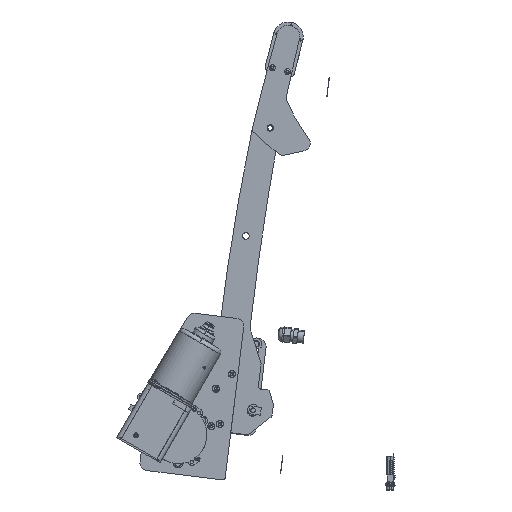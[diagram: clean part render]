
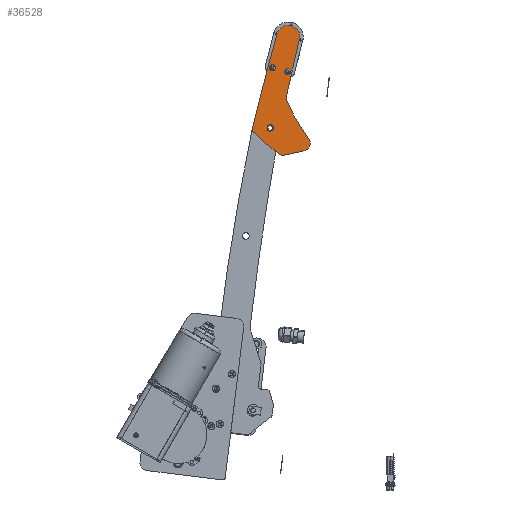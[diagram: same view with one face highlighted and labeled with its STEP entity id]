
A CAD part, left-side view. The second image highlights one B-rep face of the part: STEP entity #36528.
In plain terms, the highlighted face is planar.
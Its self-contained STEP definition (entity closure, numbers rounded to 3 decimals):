
#3329 = CIRCLE ( 'NONE', #47840, 10. ) ;
#4564 = CARTESIAN_POINT ( 'NONE',  ( -13.071, 0., -16.128 ) ) ;
#5032 = EDGE_CURVE ( 'NONE', #64763, #16317, #3329, .T. ) ;
#5354 = AXIS2_PLACEMENT_3D ( 'NONE', #22957, #27570, #6365 ) ;
#5914 = DIRECTION ( 'NONE',  ( 0., 1., 0. ) ) ;
#6365 = DIRECTION ( 'NONE',  ( 0., 0., 1. ) ) ;
#7395 = CARTESIAN_POINT ( 'NONE',  ( 9.341, 0., 26.569 ) ) ;
#9590 = CIRCLE ( 'NONE', #5354, 300. ) ;
#10312 = CARTESIAN_POINT ( 'NONE',  ( 0., 0., 33. ) ) ;
#14668 = DIRECTION ( 'NONE',  ( 0., 0., 1. ) ) ;
#15480 = ORIENTED_EDGE ( 'NONE', *, *, #35608, .F. ) ;
#16274 = DIRECTION ( 'NONE',  ( 0., 1., 0. ) ) ;
#16317 = VERTEX_POINT ( 'NONE', #82598 ) ;
#16329 = CIRCLE ( 'NONE', #20480, 7. ) ;
#16358 = DIRECTION ( 'NONE',  ( 0., 1., 0. ) ) ;
#16623 = DIRECTION ( 'NONE',  ( 0., 1., 0. ) ) ;
#20480 = AXIS2_PLACEMENT_3D ( 'NONE', #78299, #5914, #99532 ) ;
#21048 = CARTESIAN_POINT ( 'NONE',  ( -132.834, 0., -29.484 ) ) ;
#21422 = DIRECTION ( 'NONE',  ( 0., -1., 0. ) ) ;
#21656 = VERTEX_POINT ( 'NONE', #78217 ) ;
#21792 = EDGE_CURVE ( 'NONE', #92317, #48053, #122205, .T. ) ;
#21984 = CARTESIAN_POINT ( 'NONE',  ( -3.676, 0., -39.529 ) ) ;
#22267 = DIRECTION ( 'NONE',  ( 0., 1., 0. ) ) ;
#22957 = CARTESIAN_POINT ( 'NONE',  ( -216.708, 0., 244.67 ) ) ;
#24561 = CARTESIAN_POINT ( 'NONE',  ( 18.236, 0., -3.181 ) ) ;
#26194 = EDGE_CURVE ( 'NONE', #16317, #28537, #126383, .T. ) ;
#26304 = CARTESIAN_POINT ( 'NONE',  ( -13.071, 0., -20.128 ) ) ;
#26749 = DIRECTION ( 'NONE',  ( 0., 1., 0. ) ) ;
#27570 = DIRECTION ( 'NONE',  ( 0., -1., 0. ) ) ;
#28537 = VERTEX_POINT ( 'NONE', #41170 ) ;
#29120 = ORIENTED_EDGE ( 'NONE', *, *, #21792, .F. ) ;
#29656 = VERTEX_POINT ( 'NONE', #97143 ) ;
#33178 = DIRECTION ( 'NONE',  ( 0., 1., 0. ) ) ;
#34737 = AXIS2_PLACEMENT_3D ( 'NONE', #55799, #16623, #57127 ) ;
#34972 = EDGE_CURVE ( 'NONE', #114226, #119124, #46608, .T. ) ;
#35314 = CIRCLE ( 'NONE', #52269, 14.6 ) ;
#35608 = EDGE_CURVE ( 'NONE', #116491, #92317, #108197, .T. ) ;
#36496 = DIRECTION ( 'NONE',  ( 0., -1., 0. ) ) ;
#36528 = ADVANCED_FACE ( 'NONE', ( #75368, #87312 ), #66708, .F. ) ;
#36752 = EDGE_CURVE ( 'NONE', #123084, #29656, #118752, .T. ) ;
#36834 = CARTESIAN_POINT ( 'NONE',  ( 0., 0., 23. ) ) ;
#37831 = AXIS2_PLACEMENT_3D ( 'NONE', #114699, #96713, #86752 ) ;
#41170 = CARTESIAN_POINT ( 'NONE',  ( 18.539, 0., 2.499 ) ) ;
#41238 = EDGE_CURVE ( 'NONE', #21656, #123084, #78032, .T. ) ;
#42355 = ORIENTED_EDGE ( 'NONE', *, *, #88338, .F. ) ;
#43940 = ORIENTED_EDGE ( 'NONE', *, *, #116552, .F. ) ;
#46104 = ORIENTED_EDGE ( 'NONE', *, *, #70708, .F. ) ;
#46608 = CIRCLE ( 'NONE', #112375, 4. ) ;
#46762 = DIRECTION ( 'NONE',  ( 0., 0., 1. ) ) ;
#47414 = DIRECTION ( 'NONE',  ( 0., 1., 0. ) ) ;
#47840 = AXIS2_PLACEMENT_3D ( 'NONE', #36834, #16274, #127273 ) ;
#48053 = VERTEX_POINT ( 'NONE', #62449 ) ;
#50579 = ORIENTED_EDGE ( 'NONE', *, *, #91762, .F. ) ;
#51325 = DIRECTION ( 'NONE',  ( 0., 0., -1. ) ) ;
#52269 = AXIS2_PLACEMENT_3D ( 'NONE', #61594, #62245, #80872 ) ;
#52630 = CARTESIAN_POINT ( 'NONE',  ( 200.96, 0., 3985.852 ) ) ;
#54708 = VERTEX_POINT ( 'NONE', #91889 ) ;
#55412 = CARTESIAN_POINT ( 'NONE',  ( -150., 0., 45. ) ) ;
#55799 = CARTESIAN_POINT ( 'NONE',  ( -13.071, 0., -20.128 ) ) ;
#56657 = CARTESIAN_POINT ( 'NONE',  ( 0., 0., 23. ) ) ;
#57127 = DIRECTION ( 'NONE',  ( 0., 0., 1. ) ) ;
#57229 = AXIS2_PLACEMENT_3D ( 'NONE', #115583, #33178, #124936 ) ;
#57956 = DIRECTION ( 'NONE',  ( 0., 0., 1. ) ) ;
#60098 = VERTEX_POINT ( 'NONE', #86771 ) ;
#61402 = AXIS2_PLACEMENT_3D ( 'NONE', #52630, #21422, #51325 ) ;
#61594 = CARTESIAN_POINT ( 'NONE',  ( -131., 0., -15. ) ) ;
#62245 = DIRECTION ( 'NONE',  ( 0., 1., 0. ) ) ;
#62449 = CARTESIAN_POINT ( 'NONE',  ( -9.993, 0., -42.475 ) ) ;
#62687 = ORIENTED_EDGE ( 'NONE', *, *, #36752, .F. ) ;
#64763 = VERTEX_POINT ( 'NONE', #10312 ) ;
#65154 = CARTESIAN_POINT ( 'NONE',  ( -13.071, 0., -24.128 ) ) ;
#66708 = PLANE ( 'NONE',  #103831 ) ;
#69206 = AXIS2_PLACEMENT_3D ( 'NONE', #56657, #26749, #57956 ) ;
#69849 = ORIENTED_EDGE ( 'NONE', *, *, #5032, .F. ) ;
#70708 = EDGE_CURVE ( 'NONE', #54708, #64763, #96839, .T. ) ;
#75368 = FACE_BOUND ( 'NONE', #128941, .T. ) ;
#75977 = CIRCLE ( 'NONE', #37831, 3000. ) ;
#76070 = ORIENTED_EDGE ( 'NONE', *, *, #112454, .T. ) ;
#77234 = EDGE_LOOP ( 'NONE', ( #42355, #43940, #62687, #122116, #97939, #50579, #29120, #15480, #95597, #125345, #69849, #46104 ) ) ;
#78032 = CIRCLE ( 'NONE', #109905, 14.6 ) ;
#78217 = CARTESIAN_POINT ( 'NONE',  ( -131., 0., -0.4 ) ) ;
#78299 = CARTESIAN_POINT ( 'NONE',  ( 12., 0., 0. ) ) ;
#78440 = VECTOR ( 'NONE', #107091, 1000. ) ;
#80872 = DIRECTION ( 'NONE',  ( 0., 0., 1. ) ) ;
#82598 = CARTESIAN_POINT ( 'NONE',  ( 9.341, 0., 26.569 ) ) ;
#85398 = CIRCLE ( 'NONE', #34737, 4. ) ;
#86363 = DIRECTION ( 'NONE',  ( 0., 0., 1. ) ) ;
#86752 = DIRECTION ( 'NONE',  ( 0., 0., 1. ) ) ;
#86771 = CARTESIAN_POINT ( 'NONE',  ( -50.113, 0., -4.821 ) ) ;
#87312 = FACE_OUTER_BOUND ( 'NONE', #77234, .T. ) ;
#88338 = EDGE_CURVE ( 'NONE', #60098, #54708, #9590, .T. ) ;
#90369 = EDGE_CURVE ( 'NONE', #28537, #116491, #16329, .T. ) ;
#91762 = EDGE_CURVE ( 'NONE', #48053, #96514, #75977, .T. ) ;
#91889 = CARTESIAN_POINT ( 'NONE',  ( -6.991, 0., 30.151 ) ) ;
#92317 = VERTEX_POINT ( 'NONE', #21984 ) ;
#94582 = AXIS2_PLACEMENT_3D ( 'NONE', #114974, #36496, #86363 ) ;
#95597 = ORIENTED_EDGE ( 'NONE', *, *, #90369, .F. ) ;
#96340 = CARTESIAN_POINT ( 'NONE',  ( -131., 0., -15. ) ) ;
#96514 = VERTEX_POINT ( 'NONE', #21048 ) ;
#96713 = DIRECTION ( 'NONE',  ( 0., 1., 0. ) ) ;
#96839 = CIRCLE ( 'NONE', #69206, 10. ) ;
#97143 = CARTESIAN_POINT ( 'NONE',  ( -54.447, 0., -5.986 ) ) ;
#97939 = ORIENTED_EDGE ( 'NONE', *, *, #126054, .F. ) ;
#99532 = DIRECTION ( 'NONE',  ( 0., 0., 1. ) ) ;
#103831 = AXIS2_PLACEMENT_3D ( 'NONE', #55412, #47414, #46762 ) ;
#107091 = DIRECTION ( 'NONE',  ( 0.357, 0., -0.934 ) ) ;
#107395 = DIRECTION ( 'NONE',  ( 0., 0., 1. ) ) ;
#108197 = CIRCLE ( 'NONE', #57229, 300. ) ;
#109905 = AXIS2_PLACEMENT_3D ( 'NONE', #96340, #115638, #14668 ) ;
#112051 = CARTESIAN_POINT ( 'NONE',  ( -9.4, 0., -35.5 ) ) ;
#112375 = AXIS2_PLACEMENT_3D ( 'NONE', #26304, #16358, #107395 ) ;
#112454 = EDGE_CURVE ( 'NONE', #119124, #114226, #85398, .T. ) ;
#114226 = VERTEX_POINT ( 'NONE', #4564 ) ;
#114699 = CARTESIAN_POINT ( 'NONE',  ( 244.012, 0., 2946.753 ) ) ;
#114974 = CARTESIAN_POINT ( 'NONE',  ( -54., 0., 1. ) ) ;
#115583 = CARTESIAN_POINT ( 'NONE',  ( -249.004, 0., 133.138 ) ) ;
#115638 = DIRECTION ( 'NONE',  ( 0., 1., 0. ) ) ;
#116491 = VERTEX_POINT ( 'NONE', #24561 ) ;
#116552 = EDGE_CURVE ( 'NONE', #29656, #60098, #124394, .T. ) ;
#117936 = AXIS2_PLACEMENT_3D ( 'NONE', #112051, #22267, #122023 ) ;
#118752 = CIRCLE ( 'NONE', #61402, 4000. ) ;
#119124 = VERTEX_POINT ( 'NONE', #65154 ) ;
#122023 = DIRECTION ( 'NONE',  ( 0., 0., 1. ) ) ;
#122116 = ORIENTED_EDGE ( 'NONE', *, *, #41238, .F. ) ;
#122205 = CIRCLE ( 'NONE', #117936, 7. ) ;
#123084 = VERTEX_POINT ( 'NONE', #126702 ) ;
#123656 = ORIENTED_EDGE ( 'NONE', *, *, #34972, .T. ) ;
#124394 = CIRCLE ( 'NONE', #94582, 7. ) ;
#124936 = DIRECTION ( 'NONE',  ( 0., 0., 1. ) ) ;
#125345 = ORIENTED_EDGE ( 'NONE', *, *, #26194, .F. ) ;
#126054 = EDGE_CURVE ( 'NONE', #96514, #21656, #35314, .T. ) ;
#126383 = LINE ( 'NONE', #7395, #78440 ) ;
#126702 = CARTESIAN_POINT ( 'NONE',  ( -129.793, 0., -0.45 ) ) ;
#127273 = DIRECTION ( 'NONE',  ( 0., 0., 1. ) ) ;
#128941 = EDGE_LOOP ( 'NONE', ( #123656, #76070 ) ) ;
